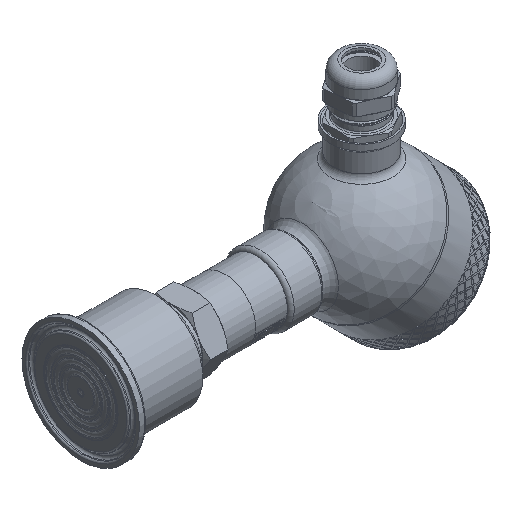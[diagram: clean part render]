
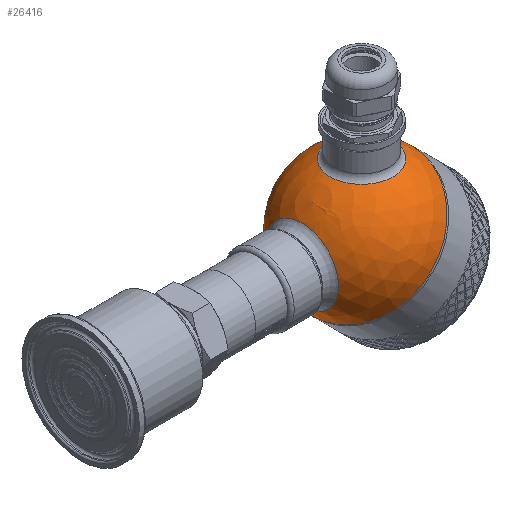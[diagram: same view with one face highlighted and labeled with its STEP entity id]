
A CAD part, isometric view. The second image highlights one B-rep face of the part: STEP entity #26416.
In plain terms, the highlighted spherical face has radius 30 mm.
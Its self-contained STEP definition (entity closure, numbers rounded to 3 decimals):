
#140=SPHERICAL_SURFACE('',#28271,30.);
#250=FACE_BOUND('',#4358,.T.);
#251=FACE_BOUND('',#4359,.T.);
#2604=FACE_OUTER_BOUND('',#4357,.T.);
#4357=EDGE_LOOP('',(#20830,#20831,#20832,#20833));
#4358=EDGE_LOOP('',(#20834));
#4359=EDGE_LOOP('',(#20835));
#5886=CIRCLE('',#28268,15.643);
#5889=CIRCLE('',#28272,30.);
#5890=CIRCLE('',#28273,30.);
#5891=CIRCLE('',#28274,30.);
#5892=CIRCLE('',#28275,13.5);
#11395=VERTEX_POINT('',#55599);
#11397=VERTEX_POINT('',#55605);
#11398=VERTEX_POINT('',#55606);
#11399=VERTEX_POINT('',#55608);
#11400=VERTEX_POINT('',#55611);
#14792=EDGE_CURVE('',#11395,#11395,#5886,.T.);
#14795=EDGE_CURVE('',#11397,#11398,#5889,.T.);
#14796=EDGE_CURVE('',#11397,#11399,#5890,.T.);
#14797=EDGE_CURVE('',#11398,#11397,#5891,.T.);
#14798=EDGE_CURVE('',#11400,#11400,#5892,.T.);
#20830=ORIENTED_EDGE('',*,*,#14795,.F.);
#20831=ORIENTED_EDGE('',*,*,#14796,.T.);
#20832=ORIENTED_EDGE('',*,*,#14796,.F.);
#20833=ORIENTED_EDGE('',*,*,#14797,.F.);
#20834=ORIENTED_EDGE('',*,*,#14792,.F.);
#20835=ORIENTED_EDGE('',*,*,#14798,.F.);
#26416=ADVANCED_FACE('',(#2604,#250,#251),#140,.T.);
#28268=AXIS2_PLACEMENT_3D('',#55600,#30868,#30869);
#28271=AXIS2_PLACEMENT_3D('',#55604,#30874,#30875);
#28272=AXIS2_PLACEMENT_3D('',#55607,#30876,#30877);
#28273=AXIS2_PLACEMENT_3D('',#55609,#30878,#30879);
#28274=AXIS2_PLACEMENT_3D('',#55610,#30880,#30881);
#28275=AXIS2_PLACEMENT_3D('',#55612,#30882,#30883);
#30868=DIRECTION('center_axis',(-0.707,0.,0.707));
#30869=DIRECTION('ref_axis',(0.707,0.,0.707));
#30874=DIRECTION('center_axis',(1.,0.,0.));
#30875=DIRECTION('ref_axis',(0.,-1.,0.));
#30876=DIRECTION('center_axis',(1.,0.,0.));
#30877=DIRECTION('ref_axis',(0.,1.,0.));
#30878=DIRECTION('center_axis',(0.,0.,1.));
#30879=DIRECTION('ref_axis',(0.,1.,0.));
#30880=DIRECTION('center_axis',(1.,0.,0.));
#30881=DIRECTION('ref_axis',(0.,1.,0.));
#30882=DIRECTION('center_axis',(-0.707,0.,-0.707));
#30883=DIRECTION('ref_axis',(-0.707,0.,0.707));
#55599=CARTESIAN_POINT('',(-29.162,0.,7.04));
#55600=CARTESIAN_POINT('Origin',(-18.101,0.,18.101));
#55604=CARTESIAN_POINT('Origin',(0.,0.,0.));
#55605=CARTESIAN_POINT('',(0.,30.,0.));
#55606=CARTESIAN_POINT('',(0.,-30.,0.));
#55607=CARTESIAN_POINT('Origin',(0.,0.,0.));
#55608=CARTESIAN_POINT('',(-30.,0.,0.));
#55609=CARTESIAN_POINT('Origin',(0.,0.,0.));
#55610=CARTESIAN_POINT('Origin',(0.,0.,0.));
#55611=CARTESIAN_POINT('',(-9.398,0.,-28.49));
#55612=CARTESIAN_POINT('Origin',(-18.944,0.,-18.944));
